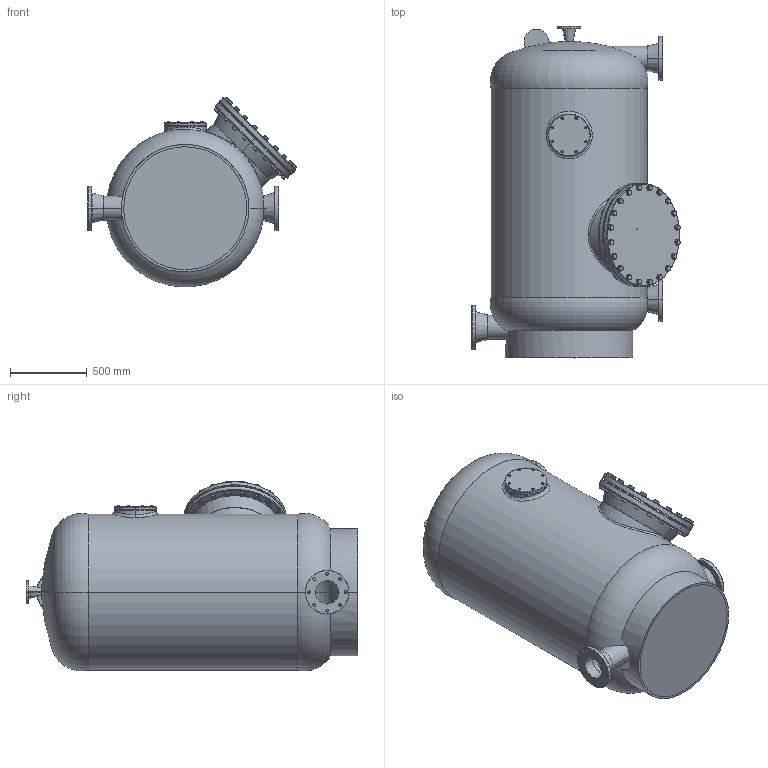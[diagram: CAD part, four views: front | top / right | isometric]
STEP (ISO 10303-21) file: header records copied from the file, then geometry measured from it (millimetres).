
FILE_DESCRIPTION (( 'STEP AP214' ), '1' );
FILE_NAME ('diatomea100c_v2_.STEP', '2020-10-29T15:11:19', ( '' ), ( '' ), 'SwSTEP 2.0', 'SolidWorks 2019', '' );
FILE_SCHEMA (( 'AUTOMOTIVE_DESIGN' ));
Length unit declared in the file: millimetre
Products named in the file (1): diatomea100c_v2_
Bounding box: 1356.71 x 2159.74 x 1234.78 mm (x, y, z)
Surface area: 11309924.9 mm2 (no closed solid volume)
Topology: 0 solids, 122 shells, 981 faces, 2455 edges, 1571 vertices
Faces by surface type: plane 419, cone 309, cylinder 185, torus 60, bspline 4, sphere 4
Entity records: 73191 total; most frequent: CARTESIAN_POINT 43737, ORIENTED_EDGE 4212, EDGE_CURVE 2455, DIRECTION 2452, B_SPLINE_CURVE_WITH_KNOTS 2167, VERTEX_POINT 1571, AXIS2_PLACEMENT_3D 1186, EDGE_LOOP 1049
